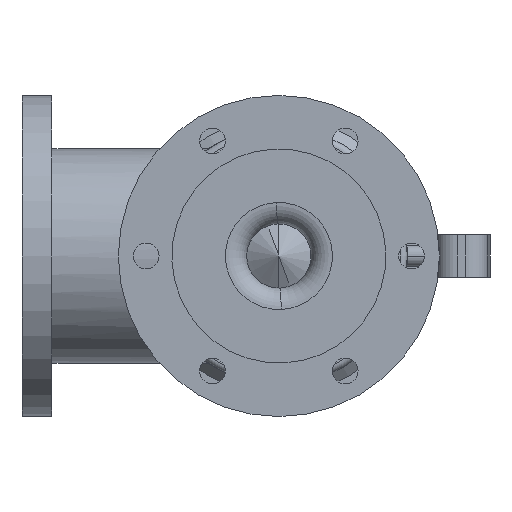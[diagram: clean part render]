
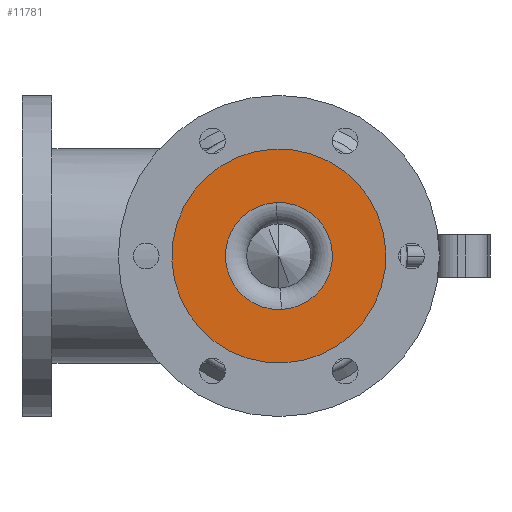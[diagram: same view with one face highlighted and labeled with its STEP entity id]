
A CAD part, front view. The second image highlights one B-rep face of the part: STEP entity #11781.
In plain terms, the highlighted planar face has unit normal (0, -1, 0).
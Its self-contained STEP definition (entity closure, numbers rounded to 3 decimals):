
#28 = EDGE_CURVE ( 'NONE', #12051, #20376, #20083, .T. ) ;
#229 = FACE_OUTER_BOUND ( 'NONE', #19909, .T. ) ;
#1668 = EDGE_CURVE ( 'NONE', #20376, #12051, #10334, .T. ) ;
#2258 = CIRCLE ( 'NONE', #2956, 12.5 ) ;
#2742 = CARTESIAN_POINT ( 'NONE',  ( 0., -7., 12.5 ) ) ;
#2956 = AXIS2_PLACEMENT_3D ( 'NONE', #3958, #24328, #17293 ) ;
#3958 = CARTESIAN_POINT ( 'NONE',  ( 0., -7., 0. ) ) ;
#5182 = CARTESIAN_POINT ( 'NONE',  ( 0., -7., -12.5 ) ) ;
#5641 = CARTESIAN_POINT ( 'NONE',  ( 0., -7., 0. ) ) ;
#5926 = DIRECTION ( 'NONE',  ( 0., 0., -1. ) ) ;
#6520 = EDGE_LOOP ( 'NONE', ( #7661, #24337 ) ) ;
#7661 = ORIENTED_EDGE ( 'NONE', *, *, #23662, .F. ) ;
#7852 = ORIENTED_EDGE ( 'NONE', *, *, #28, .T. ) ;
#7856 = DIRECTION ( 'NONE',  ( 0., 0., -1. ) ) ;
#8191 = ORIENTED_EDGE ( 'NONE', *, *, #1668, .T. ) ;
#8598 = CARTESIAN_POINT ( 'NONE',  ( 0., -7., 25. ) ) ;
#8639 = AXIS2_PLACEMENT_3D ( 'NONE', #27630, #22808, #14222 ) ;
#10334 = CIRCLE ( 'NONE', #22542, 25. ) ;
#11781 = ADVANCED_FACE ( 'NONE', ( #25466, #229 ), #25197, .F. ) ;
#12051 = VERTEX_POINT ( 'NONE', #23905 ) ;
#12462 = VERTEX_POINT ( 'NONE', #5182 ) ;
#14222 = DIRECTION ( 'NONE',  ( 0., 0., 1. ) ) ;
#14369 = CARTESIAN_POINT ( 'NONE',  ( 0., -7., 0. ) ) ;
#15691 = AXIS2_PLACEMENT_3D ( 'NONE', #14369, #25829, #18869 ) ;
#16940 = VERTEX_POINT ( 'NONE', #2742 ) ;
#17293 = DIRECTION ( 'NONE',  ( 0., 0., -1. ) ) ;
#18869 = DIRECTION ( 'NONE',  ( 0., 0., -1. ) ) ;
#19909 = EDGE_LOOP ( 'NONE', ( #7852, #8191 ) ) ;
#20083 = CIRCLE ( 'NONE', #23305, 25. ) ;
#20376 = VERTEX_POINT ( 'NONE', #8598 ) ;
#20665 = CIRCLE ( 'NONE', #15691, 12.5 ) ;
#20960 = DIRECTION ( 'NONE',  ( 0., -1., 0. ) ) ;
#22542 = AXIS2_PLACEMENT_3D ( 'NONE', #27709, #20960, #7856 ) ;
#22808 = DIRECTION ( 'NONE',  ( 0., 1., 0. ) ) ;
#23305 = AXIS2_PLACEMENT_3D ( 'NONE', #5641, #23672, #5926 ) ;
#23662 = EDGE_CURVE ( 'NONE', #12462, #16940, #20665, .T. ) ;
#23672 = DIRECTION ( 'NONE',  ( 0., -1., 0. ) ) ;
#23905 = CARTESIAN_POINT ( 'NONE',  ( 0., -7., -25. ) ) ;
#24222 = EDGE_CURVE ( 'NONE', #16940, #12462, #2258, .T. ) ;
#24328 = DIRECTION ( 'NONE',  ( 0., -1., 0. ) ) ;
#24337 = ORIENTED_EDGE ( 'NONE', *, *, #24222, .F. ) ;
#25197 = PLANE ( 'NONE',  #8639 ) ;
#25466 = FACE_BOUND ( 'NONE', #6520, .T. ) ;
#25829 = DIRECTION ( 'NONE',  ( 0., -1., 0. ) ) ;
#27630 = CARTESIAN_POINT ( 'NONE',  ( -12.5, -7., 0. ) ) ;
#27709 = CARTESIAN_POINT ( 'NONE',  ( 0., -7., 0. ) ) ;
